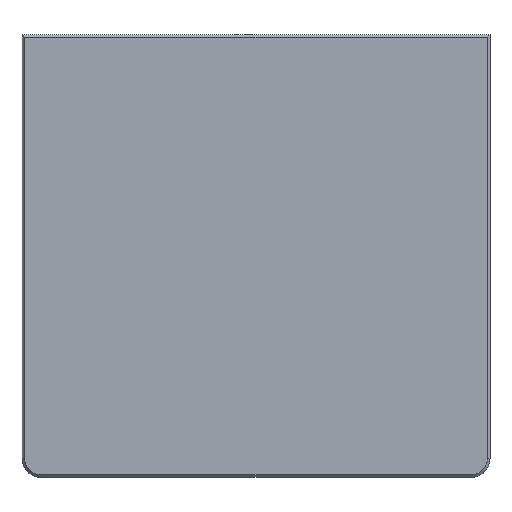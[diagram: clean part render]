
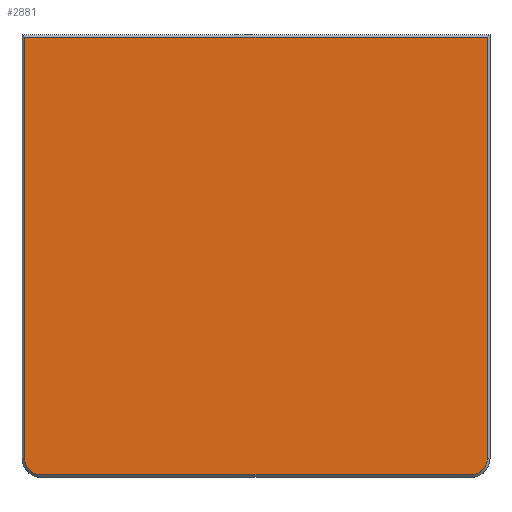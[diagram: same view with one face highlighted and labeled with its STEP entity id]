
A CAD part, top view. The second image highlights one B-rep face of the part: STEP entity #2881.
In plain terms, the highlighted planar face has unit normal (0, 0, 1).
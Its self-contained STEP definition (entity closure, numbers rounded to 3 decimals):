
#110=CIRCLE('',#3051,2.6);
#112=CIRCLE('',#3055,2.6);
#252=FACE_OUTER_BOUND('',#412,.T.);
#412=EDGE_LOOP('',(#1946,#1947,#1948,#1949,#1950,#1951));
#596=LINE('',#4233,#898);
#599=LINE('',#4239,#901);
#603=LINE('',#4251,#905);
#606=LINE('',#4260,#908);
#898=VECTOR('',#3346,10.);
#901=VECTOR('',#3351,10.);
#905=VECTOR('',#3363,10.);
#908=VECTOR('',#3374,10.);
#1200=VERTEX_POINT('',#4230);
#1201=VERTEX_POINT('',#4232);
#1203=VERTEX_POINT('',#4238);
#1205=VERTEX_POINT('',#4243);
#1207=VERTEX_POINT('',#4249);
#1209=VERTEX_POINT('',#4255);
#1481=EDGE_CURVE('',#1200,#1201,#596,.T.);
#1484=EDGE_CURVE('',#1201,#1203,#599,.T.);
#1487=EDGE_CURVE('',#1205,#1200,#110,.T.);
#1490=EDGE_CURVE('',#1207,#1205,#603,.T.);
#1493=EDGE_CURVE('',#1209,#1207,#112,.T.);
#1495=EDGE_CURVE('',#1203,#1209,#606,.T.);
#1946=ORIENTED_EDGE('',*,*,#1481,.F.);
#1947=ORIENTED_EDGE('',*,*,#1487,.F.);
#1948=ORIENTED_EDGE('',*,*,#1490,.F.);
#1949=ORIENTED_EDGE('',*,*,#1493,.F.);
#1950=ORIENTED_EDGE('',*,*,#1495,.F.);
#1951=ORIENTED_EDGE('',*,*,#1484,.F.);
#2778=PLANE('',#3062);
#2881=ADVANCED_FACE('',(#252),#2778,.T.);
#3051=AXIS2_PLACEMENT_3D('',#4245,#3356,#3357);
#3055=AXIS2_PLACEMENT_3D('',#4257,#3368,#3369);
#3062=AXIS2_PLACEMENT_3D('',#4276,#3390,#3391);
#3346=DIRECTION('',(0.,1.,0.));
#3351=DIRECTION('',(1.,0.,0.));
#3356=DIRECTION('center_axis',(0.,0.,-1.));
#3357=DIRECTION('ref_axis',(-1.,0.,0.));
#3363=DIRECTION('',(-1.,0.,0.));
#3368=DIRECTION('center_axis',(0.,0.,-1.));
#3369=DIRECTION('ref_axis',(0.,-1.,0.));
#3374=DIRECTION('',(0.,-1.,0.));
#3390=DIRECTION('center_axis',(0.,0.,1.));
#3391=DIRECTION('ref_axis',(-1.,0.,0.));
#4230=CARTESIAN_POINT('',(-136.6,70.,43.));
#4232=CARTESIAN_POINT('',(-136.6,136.6,43.));
#4233=CARTESIAN_POINT('',(-136.6,119.5,43.));
#4238=CARTESIAN_POINT('',(-63.4,136.6,43.));
#4239=CARTESIAN_POINT('',(-81.5,136.6,43.));
#4243=CARTESIAN_POINT('',(-134.,67.4,43.));
#4245=CARTESIAN_POINT('Origin',(-134.,70.,43.));
#4249=CARTESIAN_POINT('',(-66.,67.4,43.));
#4251=CARTESIAN_POINT('',(-117.,67.4,43.));
#4255=CARTESIAN_POINT('',(-63.4,70.,43.));
#4257=CARTESIAN_POINT('Origin',(-66.,70.,43.));
#4260=CARTESIAN_POINT('',(-63.4,86.,43.));
#4276=CARTESIAN_POINT('Origin',(-100.,102.,43.));
